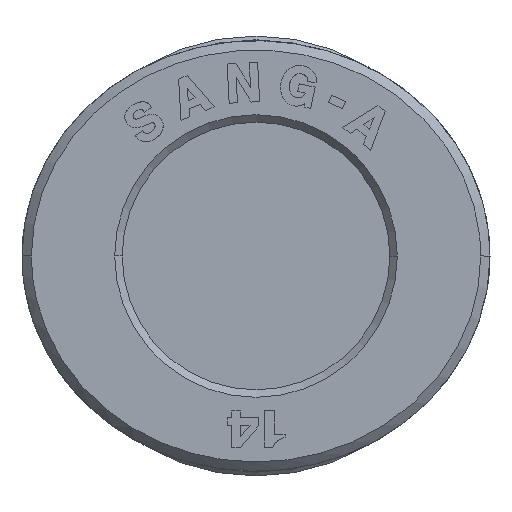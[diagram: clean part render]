
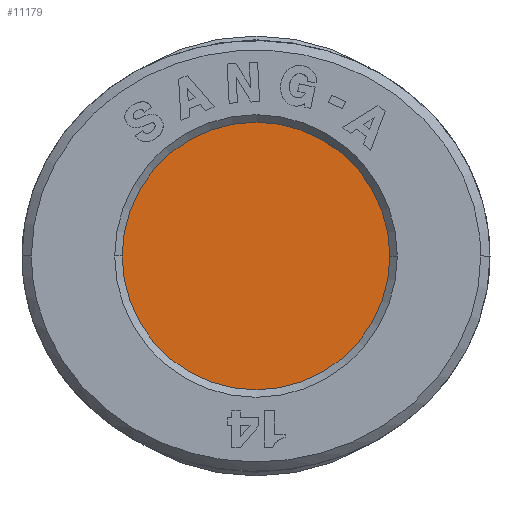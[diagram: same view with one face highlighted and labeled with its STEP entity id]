
A CAD part, left-side view. The second image highlights one B-rep face of the part: STEP entity #11179.
In plain terms, the highlighted planar face has unit normal (-1, 0, 0).
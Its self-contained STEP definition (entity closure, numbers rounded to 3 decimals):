
#153 = CARTESIAN_POINT ( 'NONE',  ( -1., 0., -7.15 ) ) ;
#276 = CARTESIAN_POINT ( 'NONE',  ( -1., 0., 7.15 ) ) ;
#439 = PLANE ( 'NONE',  #7370 ) ;
#709 = ORIENTED_EDGE ( 'NONE', *, *, #3437, .T. ) ;
#909 = DIRECTION ( 'NONE',  ( -1., 0., 0. ) ) ;
#1341 = DIRECTION ( 'NONE',  ( -1., 0., 0. ) ) ;
#1933 = DIRECTION ( 'NONE',  ( 0., 0., -1. ) ) ;
#2164 = CIRCLE ( 'NONE', #8369, 7.15 ) ;
#2359 = VERTEX_POINT ( 'NONE', #153 ) ;
#3362 = ORIENTED_EDGE ( 'NONE', *, *, #12741, .T. ) ;
#3437 = EDGE_CURVE ( 'NONE', #4480, #2359, #5038, .T. ) ;
#4480 = VERTEX_POINT ( 'NONE', #276 ) ;
#5004 = CARTESIAN_POINT ( 'NONE',  ( -1., 0., 0. ) ) ;
#5038 = CIRCLE ( 'NONE', #7062, 7.15 ) ;
#5512 = EDGE_LOOP ( 'NONE', ( #3362, #709 ) ) ;
#7062 = AXIS2_PLACEMENT_3D ( 'NONE', #5004, #909, #1933 ) ;
#7370 = AXIS2_PLACEMENT_3D ( 'NONE', #12660, #8465, #11617 ) ;
#7486 = DIRECTION ( 'NONE',  ( 0., 0., -1. ) ) ;
#8369 = AXIS2_PLACEMENT_3D ( 'NONE', #12649, #1341, #7486 ) ;
#8465 = DIRECTION ( 'NONE',  ( 1., 0., 0. ) ) ;
#11179 = ADVANCED_FACE ( 'NONE', ( #12397 ), #439, .F. ) ;
#11617 = DIRECTION ( 'NONE',  ( 0., 0., -1. ) ) ;
#12397 = FACE_OUTER_BOUND ( 'NONE', #5512, .T. ) ;
#12649 = CARTESIAN_POINT ( 'NONE',  ( -1., 0., 0. ) ) ;
#12660 = CARTESIAN_POINT ( 'NONE',  ( -1., 0., 3.575 ) ) ;
#12741 = EDGE_CURVE ( 'NONE', #2359, #4480, #2164, .T. ) ;
